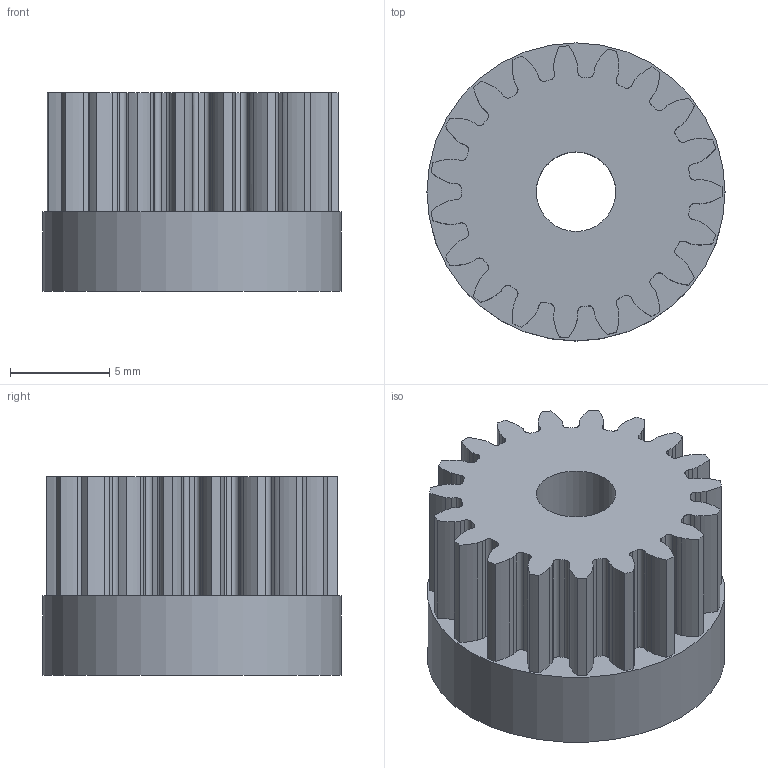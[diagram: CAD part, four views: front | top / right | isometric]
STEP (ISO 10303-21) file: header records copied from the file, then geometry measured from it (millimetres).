
FILE_DESCRIPTION(('FreeCAD Model'),'2;1');
FILE_NAME('Open CASCADE Shape Model','2022-11-21T18:44:24',(''),(''), 'Open CASCADE STEP processor 7.5','FreeCAD','Unknown');
FILE_SCHEMA(('AUTOMOTIVE_DESIGN { 1 0 10303 214 1 1 1 1 }'));
Length unit declared in the file: millimetre
Products named in the file (1): stepper_gear
Bounding box: 15 x 15 x 10 mm (x, y, z)
Volume: 1396.3 mm3; surface area: 1143.6 mm2
Topology: 1 solids, 1 shells, 195 faces, 576 edges, 384 vertices
Faces by surface type: cylinder 78, extrusion 76, plane 41
Full cylindrical faces by diameter (mm): 4 x1, 15 x1
Entity records: 14806 total; most frequent: CARTESIAN_POINT 3916, DIRECTION 1818, VECTOR 1188, ORIENTED_EDGE 1152, PCURVE 1152, DEFINITIONAL_REPRESENTATION 1152, LINE 1112, EDGE_CURVE 576
